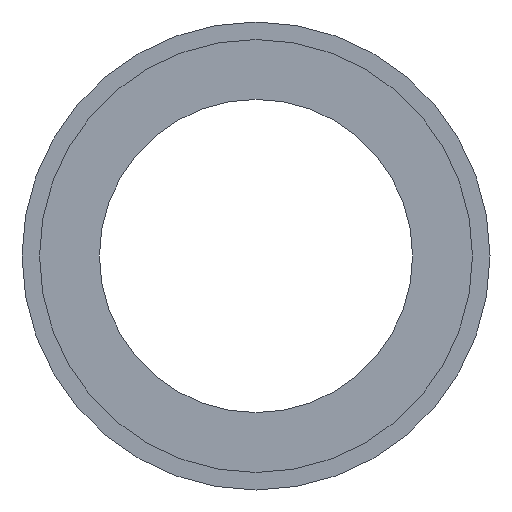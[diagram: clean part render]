
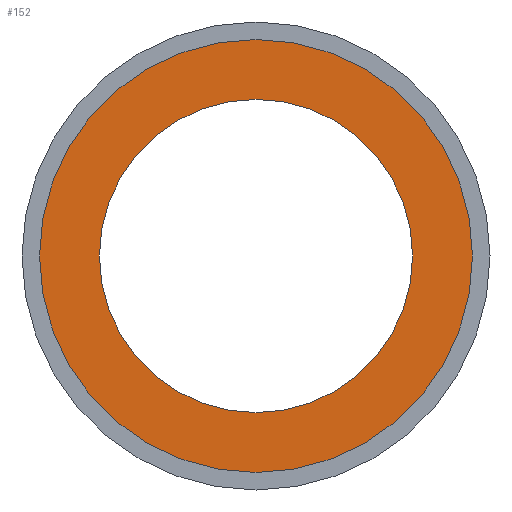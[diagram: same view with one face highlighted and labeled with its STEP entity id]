
A CAD part, front view. The second image highlights one B-rep face of the part: STEP entity #152.
In plain terms, the highlighted planar face has unit normal (0, -1, 0).
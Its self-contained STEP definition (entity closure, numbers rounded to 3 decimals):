
#9 = DIRECTION ( 'NONE',  ( 0., 0., 1. ) ) ;
#13 = CARTESIAN_POINT ( 'NONE',  ( 24.1, 5.5, 0. ) ) ;
#15 = CIRCLE ( 'NONE', #23, 24.1 ) ;
#20 = VERTEX_POINT ( 'NONE', #146 ) ;
#23 = AXIS2_PLACEMENT_3D ( 'NONE', #102, #103, #165 ) ;
#35 = ORIENTED_EDGE ( 'NONE', *, *, #429, .F. ) ;
#39 = AXIS2_PLACEMENT_3D ( 'NONE', #284, #432, #219 ) ;
#44 = EDGE_CURVE ( 'NONE', #57, #171, #121, .T. ) ;
#48 = ORIENTED_EDGE ( 'NONE', *, *, #44, .T. ) ;
#57 = VERTEX_POINT ( 'NONE', #156 ) ;
#80 = ORIENTED_EDGE ( 'NONE', *, *, #164, .F. ) ;
#83 = DIRECTION ( 'NONE',  ( 0., 1., 0. ) ) ;
#93 = CIRCLE ( 'NONE', #39, 24.1 ) ;
#102 = CARTESIAN_POINT ( 'NONE',  ( 0., 5.5, 0. ) ) ;
#103 = DIRECTION ( 'NONE',  ( 0., 1., 0. ) ) ;
#114 = VERTEX_POINT ( 'NONE', #388 ) ;
#117 = FACE_BOUND ( 'NONE', #222, .T. ) ;
#118 = PLANE ( 'NONE',  #154 ) ;
#121 = CIRCLE ( 'NONE', #134, 17. ) ;
#134 = AXIS2_PLACEMENT_3D ( 'NONE', #406, #242, #9 ) ;
#145 = DIRECTION ( 'NONE',  ( 0., 0., 1. ) ) ;
#146 = CARTESIAN_POINT ( 'NONE',  ( 0., 5.5, -24.1 ) ) ;
#150 = EDGE_LOOP ( 'NONE', ( #35, #80 ) ) ;
#152 = ADVANCED_FACE ( 'NONE', ( #295, #117 ), #118, .F. ) ;
#154 = AXIS2_PLACEMENT_3D ( 'NONE', #13, #83, #145 ) ;
#156 = CARTESIAN_POINT ( 'NONE',  ( 0., 5.5, 17. ) ) ;
#161 = ORIENTED_EDGE ( 'NONE', *, *, #353, .T. ) ;
#164 = EDGE_CURVE ( 'NONE', #20, #114, #93, .T. ) ;
#165 = DIRECTION ( 'NONE',  ( 0., 0., 1. ) ) ;
#171 = VERTEX_POINT ( 'NONE', #420 ) ;
#219 = DIRECTION ( 'NONE',  ( 0., 0., 1. ) ) ;
#222 = EDGE_LOOP ( 'NONE', ( #48, #161 ) ) ;
#242 = DIRECTION ( 'NONE',  ( 0., 1., 0. ) ) ;
#254 = DIRECTION ( 'NONE',  ( 0., 0., 1. ) ) ;
#258 = CARTESIAN_POINT ( 'NONE',  ( 0., 5.5, 0. ) ) ;
#262 = DIRECTION ( 'NONE',  ( 0., 1., 0. ) ) ;
#284 = CARTESIAN_POINT ( 'NONE',  ( 0., 5.5, 0. ) ) ;
#295 = FACE_OUTER_BOUND ( 'NONE', #150, .T. ) ;
#305 = CIRCLE ( 'NONE', #312, 17. ) ;
#312 = AXIS2_PLACEMENT_3D ( 'NONE', #258, #262, #254 ) ;
#353 = EDGE_CURVE ( 'NONE', #171, #57, #305, .T. ) ;
#388 = CARTESIAN_POINT ( 'NONE',  ( 0., 5.5, 24.1 ) ) ;
#406 = CARTESIAN_POINT ( 'NONE',  ( 0., 5.5, 0. ) ) ;
#420 = CARTESIAN_POINT ( 'NONE',  ( 0., 5.5, -17. ) ) ;
#429 = EDGE_CURVE ( 'NONE', #114, #20, #15, .T. ) ;
#432 = DIRECTION ( 'NONE',  ( 0., 1., 0. ) ) ;
